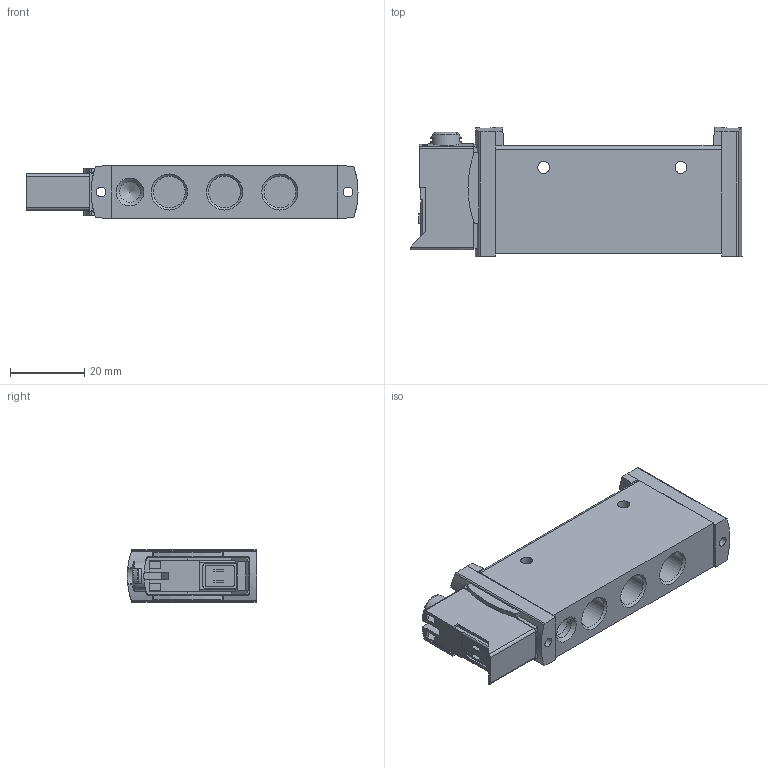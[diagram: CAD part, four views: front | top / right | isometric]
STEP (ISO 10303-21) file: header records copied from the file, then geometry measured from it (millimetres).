
FILE_DESCRIPTION(/* description */ ('STEP AP214'),/* implementation_level */ '2;1');
FILE_NAME(/* name */ '574371_VUVG-L14-M52-MT-G18-1P3',/* time_stamp */ '2024-09-10T13:49:06+02:00',/* author */ ('License CC BY-ND 4.0'),/* organization */ ('CADENAS'),/* preprocessor_version */ 'ST-DEVELOPER v19.3',/* originating_system */ 'PARTsolutions',/* authorisation */ ' ');
FILE_SCHEMA (('AUTOMOTIVE_DESIGN {1 0 10303 214 3 1 1}'));
Length unit declared in the file: millimetre
Products named in the file (2): 574371 VUVG-L14-M52-MT-G18-1P3; 564212 VUVG-L-14-M52-M-T-G18--1P3--------(G)
Assembly tree (1 placements, depth 2):
  574371 VUVG-L14-M52-MT-G18-1P3
    564212 VUVG-L-14-M52-M-T-G18--1P3--------(G)
Bounding box: 89.45 x 34.8 x 14.4 mm (x, y, z)
Volume: 31880.9 mm3; surface area: 10699.6 mm2
Topology: 1 solids, 1 shells, 265 faces, 703 edges, 459 vertices
Faces by surface type: plane 186, cylinder 65, cone 10, torus 3, sphere 1
Full cylindrical faces by diameter (mm): 2.6 x2, 3.2 x2, 3.8 x1, 3.9 x1, 5.6 x1, 8.1 x1, 8.566 x5
Entity records: 8156 total; most frequent: CARTESIAN_POINT 1500, DIRECTION 1378, ORIENTED_EDGE 1346, EDGE_CURVE 673, AXIS2_PLACEMENT_3D 464, VERTEX_POINT 453, LINE 450, VECTOR 450
